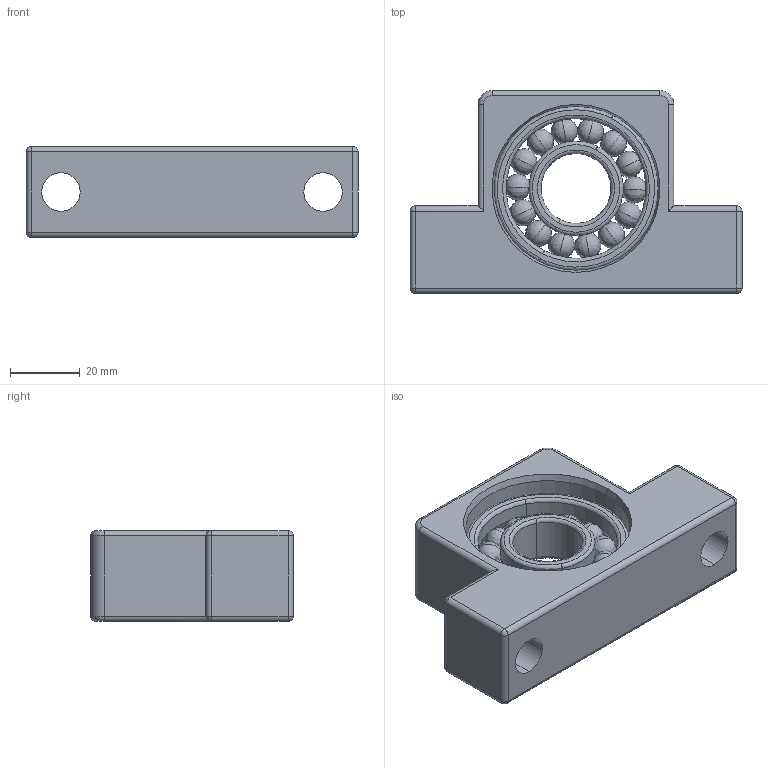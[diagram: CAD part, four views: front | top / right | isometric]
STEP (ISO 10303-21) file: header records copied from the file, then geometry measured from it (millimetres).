
FILE_DESCRIPTION (( 'STEP AP214' ), '1' );
FILE_NAME ('EF20疒玉.STEP', '2018-12-10T05:05:34', ( 'Windows 荤侩磊' ), ( '' ), 'SwSTEP 2.0', 'SolidWorks 2013', '' );
FILE_SCHEMA (( 'AUTOMOTIVE_DESIGN' ));
Length unit declared in the file: millimetre
Products named in the file (3): 6204ZZ軸承; EF20_體(成_) ; EF20疒玉
Assembly tree (2 placements, depth 2):
  EF20疒玉
    EF20_體(成_) 
    6204ZZ軸承
Bounding box: 95 x 58 x 26 mm (x, y, z)
Volume: 72212.3 mm3; surface area: 26921.9 mm2
Topology: 17 solids, 17 shells, 124 faces, 292 edges, 138 vertices
Faces by surface type: bspline 50, cylinder 40, plane 14, cone 8, sphere 8, torus 4
Entity records: 3887 total; most frequent: CARTESIAN_POINT 1305, DIRECTION 502, ORIENTED_EDGE 456, EDGE_CURVE 228, AXIS2_PLACEMENT_3D 215, VERTEX_POINT 138, CIRCLE 136, EDGE_LOOP 134
